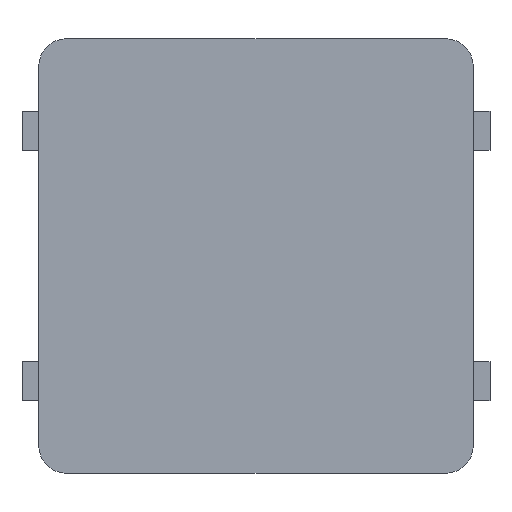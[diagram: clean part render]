
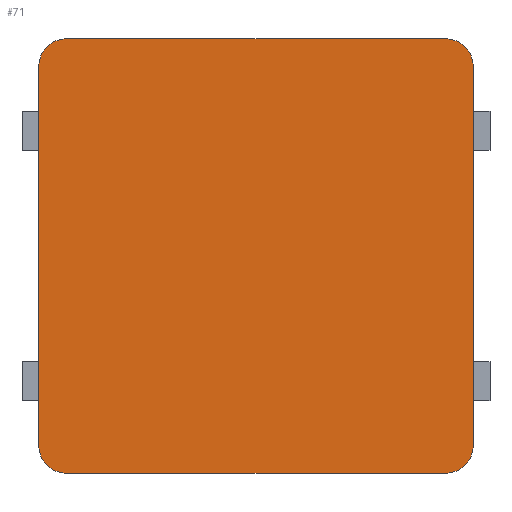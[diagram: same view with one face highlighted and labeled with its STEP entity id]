
A CAD part, front view. The second image highlights one B-rep face of the part: STEP entity #71.
In plain terms, the highlighted planar face has unit normal (0, -1, 0).
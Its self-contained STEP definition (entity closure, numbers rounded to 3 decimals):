
#71 = ADVANCED_FACE( '', ( #173 ), #174, .T. );
#173 = FACE_OUTER_BOUND( '', #306, .T. );
#174 = PLANE( '', #307 );
#306 = EDGE_LOOP( '', ( #448, #449, #450, #451, #452, #453, #454, #455, #456, #457, #458, #459, #460, #461, #462, #463 ) );
#307 = AXIS2_PLACEMENT_3D( '', #464, #465, #466 );
#448 = ORIENTED_EDGE( '', *, *, #801, .T. );
#449 = ORIENTED_EDGE( '', *, *, #802, .F. );
#450 = ORIENTED_EDGE( '', *, *, #803, .T. );
#451 = ORIENTED_EDGE( '', *, *, #804, .T. );
#452 = ORIENTED_EDGE( '', *, *, #805, .T. );
#453 = ORIENTED_EDGE( '', *, *, #806, .T. );
#454 = ORIENTED_EDGE( '', *, *, #807, .T. );
#455 = ORIENTED_EDGE( '', *, *, #808, .T. );
#456 = ORIENTED_EDGE( '', *, *, #809, .T. );
#457 = ORIENTED_EDGE( '', *, *, #810, .F. );
#458 = ORIENTED_EDGE( '', *, *, #811, .T. );
#459 = ORIENTED_EDGE( '', *, *, #812, .T. );
#460 = ORIENTED_EDGE( '', *, *, #813, .T. );
#461 = ORIENTED_EDGE( '', *, *, #814, .T. );
#462 = ORIENTED_EDGE( '', *, *, #815, .T. );
#463 = ORIENTED_EDGE( '', *, *, #786, .T. );
#464 = CARTESIAN_POINT( '', ( 0., 0., 0. ) );
#465 = DIRECTION( '', ( 0., -1., 0. ) );
#466 = DIRECTION( '', ( 0., 0., -1. ) );
#786 = EDGE_CURVE( '', #926, #927, #928, .T. );
#801 = EDGE_CURVE( '', #927, #953, #954, .T. );
#802 = EDGE_CURVE( '', #955, #953, #956, .T. );
#803 = EDGE_CURVE( '', #955, #957, #958, .T. );
#804 = EDGE_CURVE( '', #957, #959, #960, .T. );
#805 = EDGE_CURVE( '', #959, #961, #962, .T. );
#806 = EDGE_CURVE( '', #961, #963, #964, .T. );
#807 = EDGE_CURVE( '', #963, #965, #966, .T. );
#808 = EDGE_CURVE( '', #965, #967, #968, .T. );
#809 = EDGE_CURVE( '', #967, #969, #970, .T. );
#810 = EDGE_CURVE( '', #971, #969, #972, .T. );
#811 = EDGE_CURVE( '', #971, #973, #974, .T. );
#812 = EDGE_CURVE( '', #973, #975, #976, .T. );
#813 = EDGE_CURVE( '', #975, #977, #978, .T. );
#814 = EDGE_CURVE( '', #977, #979, #980, .T. );
#815 = EDGE_CURVE( '', #979, #926, #981, .T. );
#926 = VERTEX_POINT( '', #1129 );
#927 = VERTEX_POINT( '', #1130 );
#928 = LINE( '', #1131, #1132 );
#953 = VERTEX_POINT( '', #1166 );
#954 = LINE( '', #1167, #1168 );
#955 = VERTEX_POINT( '', #1169 );
#956 = LINE( '', #1170, #1171 );
#957 = VERTEX_POINT( '', #1172 );
#958 = LINE( '', #1173, #1174 );
#959 = VERTEX_POINT( '', #1175 );
#960 = CIRCLE( '', #1176, 0.5 );
#961 = VERTEX_POINT( '', #1177 );
#962 = LINE( '', #1178, #1179 );
#963 = VERTEX_POINT( '', #1180 );
#964 = CIRCLE( '', #1181, 0.5 );
#965 = VERTEX_POINT( '', #1182 );
#966 = LINE( '', #1183, #1184 );
#967 = VERTEX_POINT( '', #1185 );
#968 = LINE( '', #1186, #1187 );
#969 = VERTEX_POINT( '', #1188 );
#970 = LINE( '', #1189, #1190 );
#971 = VERTEX_POINT( '', #1191 );
#972 = LINE( '', #1192, #1193 );
#973 = VERTEX_POINT( '', #1194 );
#974 = LINE( '', #1195, #1196 );
#975 = VERTEX_POINT( '', #1197 );
#976 = CIRCLE( '', #1198, 0.5 );
#977 = VERTEX_POINT( '', #1199 );
#978 = LINE( '', #1200, #1201 );
#979 = VERTEX_POINT( '', #1202 );
#980 = CIRCLE( '', #1203, 0.5 );
#981 = LINE( '', #1204, #1205 );
#1129 = CARTESIAN_POINT( '', ( 0., 0., 6.5 ) );
#1130 = CARTESIAN_POINT( '', ( 0., 0., 5.8 ) );
#1131 = CARTESIAN_POINT( '', ( 0., 0., 6.5 ) );
#1132 = VECTOR( '', #1415, 1000. );
#1166 = CARTESIAN_POINT( '', ( 0., 0., 2. ) );
#1167 = CARTESIAN_POINT( '', ( 0., 0., 7.8 ) );
#1168 = VECTOR( '', #1431, 1000. );
#1169 = CARTESIAN_POINT( '', ( 0., 0., 1.3 ) );
#1170 = CARTESIAN_POINT( '', ( 0., 0., 1.3 ) );
#1171 = VECTOR( '', #1432, 1000. );
#1172 = CARTESIAN_POINT( '', ( 0., 0., 0.5 ) );
#1173 = CARTESIAN_POINT( '', ( 0., 0., 7.8 ) );
#1174 = VECTOR( '', #1433, 1000. );
#1175 = CARTESIAN_POINT( '', ( 0.5, 0., 0. ) );
#1176 = AXIS2_PLACEMENT_3D( '', #1434, #1435, #1436 );
#1177 = CARTESIAN_POINT( '', ( 7.3, 0., 0. ) );
#1178 = CARTESIAN_POINT( '', ( 0., 0., 0. ) );
#1179 = VECTOR( '', #1437, 1000. );
#1180 = CARTESIAN_POINT( '', ( 7.8, 0., 0.5 ) );
#1181 = AXIS2_PLACEMENT_3D( '', #1438, #1439, #1440 );
#1182 = CARTESIAN_POINT( '', ( 7.8, 0., 1.3 ) );
#1183 = CARTESIAN_POINT( '', ( 7.8, 0., 0. ) );
#1184 = VECTOR( '', #1441, 1000. );
#1185 = CARTESIAN_POINT( '', ( 7.8, 0., 2. ) );
#1186 = CARTESIAN_POINT( '', ( 7.8, 0., 1.3 ) );
#1187 = VECTOR( '', #1442, 1000. );
#1188 = CARTESIAN_POINT( '', ( 7.8, 0., 5.8 ) );
#1189 = CARTESIAN_POINT( '', ( 7.8, 0., 0. ) );
#1190 = VECTOR( '', #1443, 1000. );
#1191 = CARTESIAN_POINT( '', ( 7.8, 0., 6.5 ) );
#1192 = CARTESIAN_POINT( '', ( 7.8, 0., 6.5 ) );
#1193 = VECTOR( '', #1444, 1000. );
#1194 = CARTESIAN_POINT( '', ( 7.8, 0., 7.3 ) );
#1195 = CARTESIAN_POINT( '', ( 7.8, 0., 0. ) );
#1196 = VECTOR( '', #1445, 1000. );
#1197 = CARTESIAN_POINT( '', ( 7.3, 0., 7.8 ) );
#1198 = AXIS2_PLACEMENT_3D( '', #1446, #1447, #1448 );
#1199 = CARTESIAN_POINT( '', ( 0.5, 0., 7.8 ) );
#1200 = CARTESIAN_POINT( '', ( 7.8, 0., 7.8 ) );
#1201 = VECTOR( '', #1449, 1000. );
#1202 = CARTESIAN_POINT( '', ( 0., 0., 7.3 ) );
#1203 = AXIS2_PLACEMENT_3D( '', #1450, #1451, #1452 );
#1204 = CARTESIAN_POINT( '', ( 0., 0., 7.8 ) );
#1205 = VECTOR( '', #1453, 1000. );
#1415 = DIRECTION( '', ( 0., 0., -1. ) );
#1431 = DIRECTION( '', ( 0., 0., -1. ) );
#1432 = DIRECTION( '', ( 0., 0., 1. ) );
#1433 = DIRECTION( '', ( 0., 0., -1. ) );
#1434 = CARTESIAN_POINT( '', ( 0.5, 0., 0.5 ) );
#1435 = DIRECTION( '', ( 0., -1., 0. ) );
#1436 = DIRECTION( '', ( 0., 0., -1. ) );
#1437 = DIRECTION( '', ( 1., 0., 0. ) );
#1438 = CARTESIAN_POINT( '', ( 7.3, 0., 0.5 ) );
#1439 = DIRECTION( '', ( 0., -1., 0. ) );
#1440 = DIRECTION( '', ( 0., 0., -1. ) );
#1441 = DIRECTION( '', ( 0., 0., 1. ) );
#1442 = DIRECTION( '', ( 0., 0., 1. ) );
#1443 = DIRECTION( '', ( 0., 0., 1. ) );
#1444 = DIRECTION( '', ( 0., 0., -1. ) );
#1445 = DIRECTION( '', ( 0., 0., 1. ) );
#1446 = CARTESIAN_POINT( '', ( 7.3, 0., 7.3 ) );
#1447 = DIRECTION( '', ( 0., -1., 0. ) );
#1448 = DIRECTION( '', ( 0., 0., -1. ) );
#1449 = DIRECTION( '', ( -1., 0., 0. ) );
#1450 = CARTESIAN_POINT( '', ( 0.5, 0., 7.3 ) );
#1451 = DIRECTION( '', ( 0., -1., 0. ) );
#1452 = DIRECTION( '', ( 0., 0., -1. ) );
#1453 = DIRECTION( '', ( 0., 0., -1. ) );
